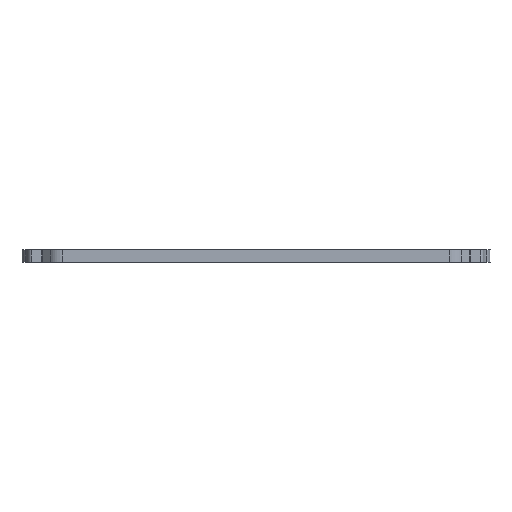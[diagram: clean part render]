
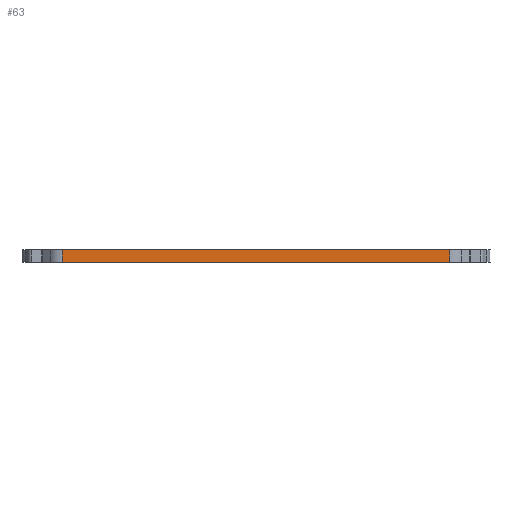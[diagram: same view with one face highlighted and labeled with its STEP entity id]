
A CAD part, left-side view. The second image highlights one B-rep face of the part: STEP entity #63.
In plain terms, the highlighted planar face has unit normal (-1, 0, 0).
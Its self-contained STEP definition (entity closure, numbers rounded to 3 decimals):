
#63=ADVANCED_FACE('',(#594),#596,.T.);
#594=FACE_BOUND('',#595,.T.);
#595=EDGE_LOOP('',(#2383,#2384,#2385,#2386));
#596=PLANE('',#597);
#597=AXIS2_PLACEMENT_3D('',#598,#599,#600);
#598=CARTESIAN_POINT('',(-30.,60.,0.));
#599=DIRECTION('',(-1.,0.,0.));
#600=DIRECTION('',(0.,-1.,0.));
#2383=ORIENTED_EDGE('',*,*,#3083,.T.);
#2384=ORIENTED_EDGE('',*,*,#3467,.T.);
#2385=ORIENTED_EDGE('',*,*,#3277,.T.);
#2386=ORIENTED_EDGE('',*,*,#3468,.F.);
#3083=EDGE_CURVE('',#3650,#3648,#3651,.T.);
#3277=EDGE_CURVE('',#4038,#4036,#4039,.T.);
#3467=EDGE_CURVE('',#3648,#4038,#4407,.T.);
#3468=EDGE_CURVE('',#3650,#4036,#4408,.T.);
#3648=VERTEX_POINT('',#4625);
#3650=VERTEX_POINT('',#4630);
#3651=LINE('',#4631,#4632);
#4036=VERTEX_POINT('',#5516);
#4038=VERTEX_POINT('',#5521);
#4039=LINE('',#5522,#5523);
#4407=LINE('',#6377,#6378);
#4408=LINE('',#6380,#6381);
#4625=CARTESIAN_POINT('',(-30.,-60.,0.));
#4630=CARTESIAN_POINT('',(-30.,60.,0.));
#4631=CARTESIAN_POINT('',(-30.,60.,0.));
#4632=VECTOR('',#4633,1.);
#4633=DIRECTION('',(0.,-1.,0.));
#5516=CARTESIAN_POINT('',(-30.,60.,4.));
#5521=CARTESIAN_POINT('',(-30.,-60.,4.));
#5522=CARTESIAN_POINT('',(-30.,-60.,4.));
#5523=VECTOR('',#5524,1.);
#5524=DIRECTION('',(0.,1.,0.));
#6377=CARTESIAN_POINT('',(-30.,-60.,0.));
#6378=VECTOR('',#6379,1.);
#6379=DIRECTION('',(0.,0.,1.));
#6380=CARTESIAN_POINT('',(-30.,60.,0.));
#6381=VECTOR('',#6382,1.);
#6382=DIRECTION('',(0.,0.,1.));
